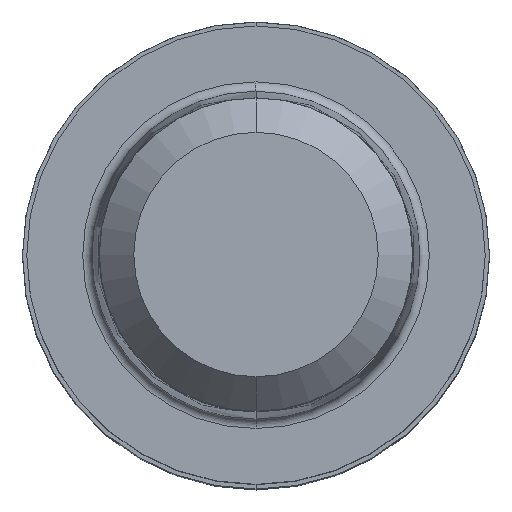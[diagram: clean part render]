
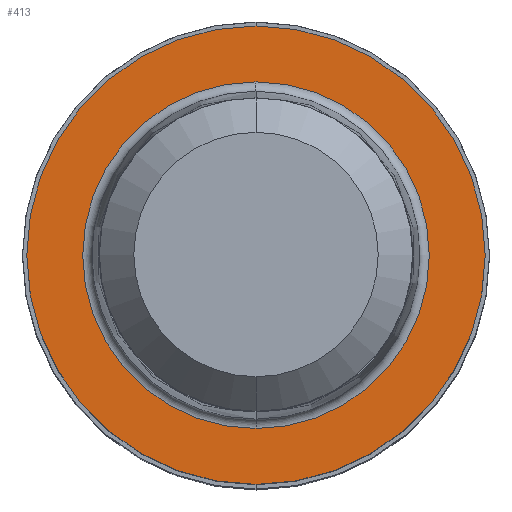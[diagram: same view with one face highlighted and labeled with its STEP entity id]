
A CAD part, top view. The second image highlights one B-rep face of the part: STEP entity #413.
In plain terms, the highlighted planar face has unit normal (0, 0, 1).
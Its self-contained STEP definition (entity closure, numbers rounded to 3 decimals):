
#199=EDGE_CURVE('',#253,#221,#519,.T.);
#205=VERTEX_POINT('',#525);
#221=VERTEX_POINT('',#541);
#233=EDGE_CURVE('',#205,#333,#555,.T.);
#253=VERTEX_POINT('',#576);
#333=VERTEX_POINT('',#674);
#347=EDGE_CURVE('',#221,#253,#689,.T.);
#379=EDGE_CURVE('',#333,#205,#725,.T.);
#413=ADVANCED_FACE('',(#761,#762),#763,.T.);
#519=CIRCLE('',#884,5.935);
#525=CARTESIAN_POINT('',(0.,-7.85,0.01));
#541=CARTESIAN_POINT('',(0.,-5.935,0.01));
#555=CIRCLE('',#930,7.85);
#576=CARTESIAN_POINT('',(0.0,5.935,0.01));
#674=CARTESIAN_POINT('',(0.0,7.85,0.01));
#689=CIRCLE('',#1090,5.935);
#725=CIRCLE('',#1139,7.85);
#761=FACE_OUTER_BOUND('',#1185,.T.);
#762=FACE_BOUND('',#1186,.T.);
#763=PLANE('',#1187);
#884=AXIS2_PLACEMENT_3D('',#1310,#1311,#1312);
#930=AXIS2_PLACEMENT_3D('',#1346,#1347,#1348);
#1090=AXIS2_PLACEMENT_3D('',#1533,#1534,#1535);
#1139=AXIS2_PLACEMENT_3D('',#1582,#1583,#1584);
#1185=EDGE_LOOP('',(#1620,#1621));
#1186=EDGE_LOOP('',(#1622,#1623));
#1187=AXIS2_PLACEMENT_3D('',#1624,#1625,#1626);
#1310=CARTESIAN_POINT('',(0.0,0.0,0.01));
#1311=DIRECTION('',(0.0,0.0,-1.0));
#1312=DIRECTION('',(0.0,1.0,0.0));
#1346=CARTESIAN_POINT('',(0.0,0.0,0.01));
#1347=DIRECTION('',(0.0,0.0,-1.0));
#1348=DIRECTION('',(0.0,1.0,0.0));
#1533=CARTESIAN_POINT('',(0.0,0.0,0.01));
#1534=DIRECTION('',(0.0,0.0,-1.0));
#1535=DIRECTION('',(0.0,1.0,0.0));
#1582=CARTESIAN_POINT('',(0.0,0.0,0.01));
#1583=DIRECTION('',(0.0,0.0,-1.0));
#1584=DIRECTION('',(0.0,1.0,0.0));
#1620=ORIENTED_EDGE('',*,*,#379,.F.);
#1621=ORIENTED_EDGE('',*,*,#233,.F.);
#1622=ORIENTED_EDGE('',*,*,#199,.T.);
#1623=ORIENTED_EDGE('',*,*,#347,.T.);
#1624=CARTESIAN_POINT('',(0.0,3.925,0.01));
#1625=DIRECTION('',(-0.0,0.0,1.0));
#1626=DIRECTION('',(0.0,-1.0,0.0));
